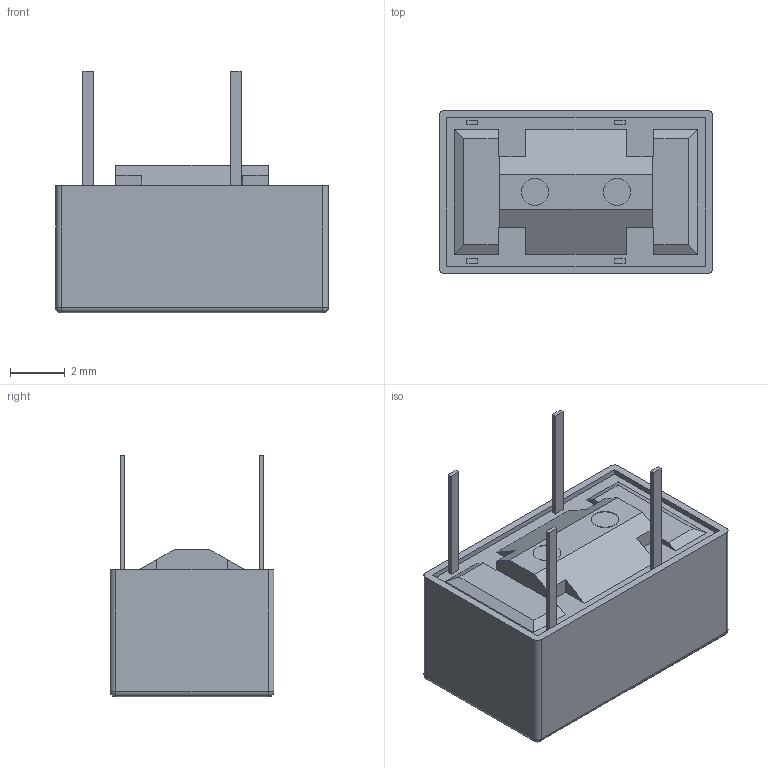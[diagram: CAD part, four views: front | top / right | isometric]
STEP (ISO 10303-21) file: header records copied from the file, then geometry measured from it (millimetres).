
FILE_DESCRIPTION((''),'2;1');
FILE_NAME('C-2-1462041-3','2023-02-09T02:59:44',('workeradm'),('TE Connectivity Ltd.'),'CREO PARAMETRIC BY PTC INC, 2021072','CREO PARAMETRIC BY PTC INC, 2021072','');
FILE_SCHEMA(('AUTOMOTIVE_DESIGN { 1 0 10303 214 1 1 1 1 }'));
Length unit declared in the file: millimetre
Products named in the file (1): C-2-1462041-3
Bounding box: 10 x 6 x 8.85 mm (x, y, z)
Volume: 285.3 mm3; surface area: 301.4 mm2
Topology: 1 solids, 1 shells, 83 faces, 204 edges, 133 vertices
Faces by surface type: plane 63, cylinder 15, sphere 3, cone 2
Entity records: 2596 total; most frequent: CARTESIAN_POINT 422, ORIENTED_EDGE 408, DIRECTION 404, EDGE_CURVE 204, VECTOR 170, LINE 170, VERTEX_POINT 133, COLOUR_RGB 126
